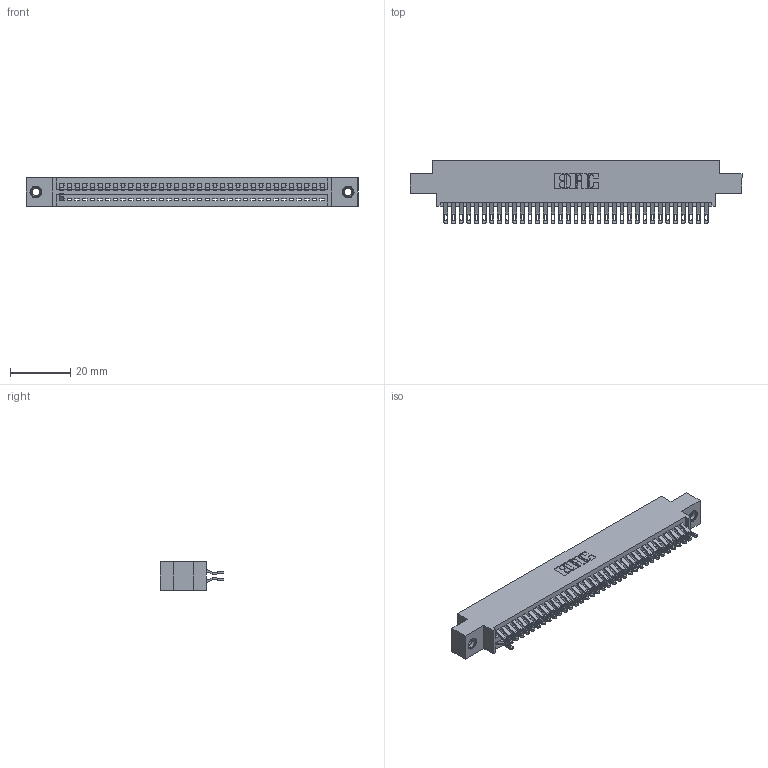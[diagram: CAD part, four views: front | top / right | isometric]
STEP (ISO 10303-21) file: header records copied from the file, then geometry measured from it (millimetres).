
FILE_DESCRIPTION (( 'STEP AP203' ), '1' );
FILE_NAME ('395-070-555-807.STEP', '2018-11-27T00:34:39', ( '' ), ( '' ), 'SwSTEP 2.0', 'SolidWorks 2016', '' );
FILE_SCHEMA (( 'CONFIG_CONTROL_DESIGN' ));
Length unit declared in the file: inch
Products named in the file (4): 345-250-001_345-250-005-103; 395-070-555-807; 345 Part_0.170 Offset - 0.156 Dia-TI; 345-292-001_555 Tail
Assembly tree (39 placements, depth 2):
  395-070-555-807
    345 Part_0.170 Offset - 0.156 Dia-TI
    345-292-001_555 Tail  x36
    345-250-001_345-250-005-103  x2
Bounding box: 110.11 x 21.13 x 9.4 mm (x, y, z)
Volume: 10302.2 mm3; surface area: 13891.4 mm2
Topology: 39 solids, 39 shells, 2478 faces, 7779 edges, 5178 vertices
Faces by surface type: plane 1470, cylinder 992, cone 12, torus 4
Entity records: 28960 total; most frequent: CARTESIAN_POINT 5027, ORIENTED_EDGE 4958, DIRECTION 4397, EDGE_CURVE 2479, VECTOR 2167, LINE 2167, VERTEX_POINT 1648, AXIS2_PLACEMENT_3D 1115
